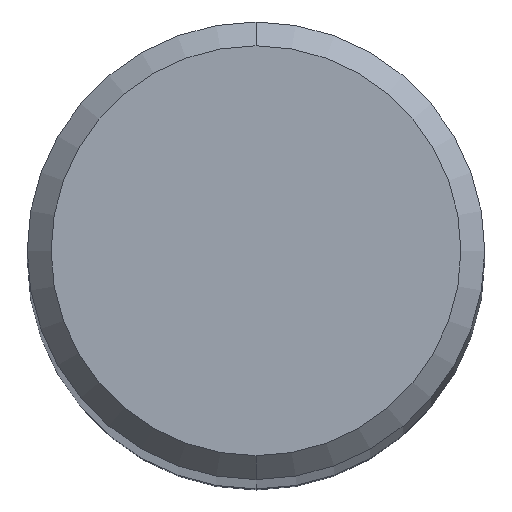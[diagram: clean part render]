
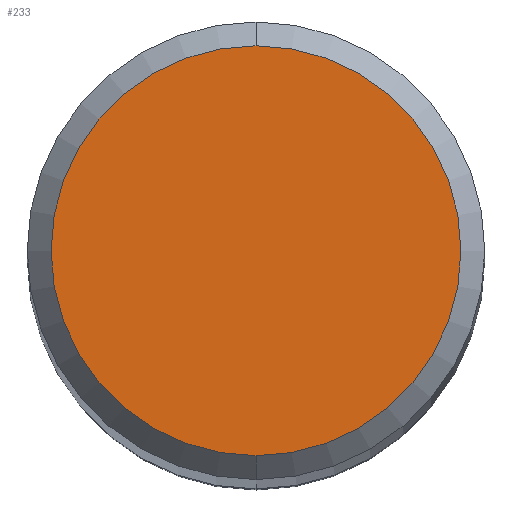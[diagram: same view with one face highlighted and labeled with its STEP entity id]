
A CAD part, top view. The second image highlights one B-rep face of the part: STEP entity #233.
In plain terms, the highlighted planar face has unit normal (0, 0, 1).
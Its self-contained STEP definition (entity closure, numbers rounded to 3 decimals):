
#157=VERTEX_POINT('',#392);
#159=EDGE_CURVE('',#157,#221,#394,.T.);
#167=EDGE_CURVE('',#221,#157,#404,.T.);
#221=VERTEX_POINT('',#465);
#233=ADVANCED_FACE('',(#479),#480,.T.);
#392=CARTESIAN_POINT('',(0.0,4.3,0.0));
#394=CIRCLE('',#651,4.3);
#404=CIRCLE('',#662,4.3);
#465=CARTESIAN_POINT('',(0.,-4.3,0.0));
#479=FACE_OUTER_BOUND('',#758,.T.);
#480=PLANE('',#759);
#651=AXIS2_PLACEMENT_3D('',#965,#966,#967);
#662=AXIS2_PLACEMENT_3D('',#984,#985,#986);
#758=EDGE_LOOP('',(#1087,#1088));
#759=AXIS2_PLACEMENT_3D('',#1089,#1090,#1091);
#965=CARTESIAN_POINT('',(0.0,0.0,0.0));
#966=DIRECTION('',(0.0,0.0,-1.0));
#967=DIRECTION('',(0.0,1.0,0.0));
#984=CARTESIAN_POINT('',(0.0,0.0,0.0));
#985=DIRECTION('',(0.0,0.0,-1.0));
#986=DIRECTION('',(0.0,1.0,0.0));
#1087=ORIENTED_EDGE('',*,*,#159,.F.);
#1088=ORIENTED_EDGE('',*,*,#167,.F.);
#1089=CARTESIAN_POINT('',(0.0,2.15,0.0));
#1090=DIRECTION('',(-0.0,0.0,1.0));
#1091=DIRECTION('',(0.0,-1.0,0.0));
